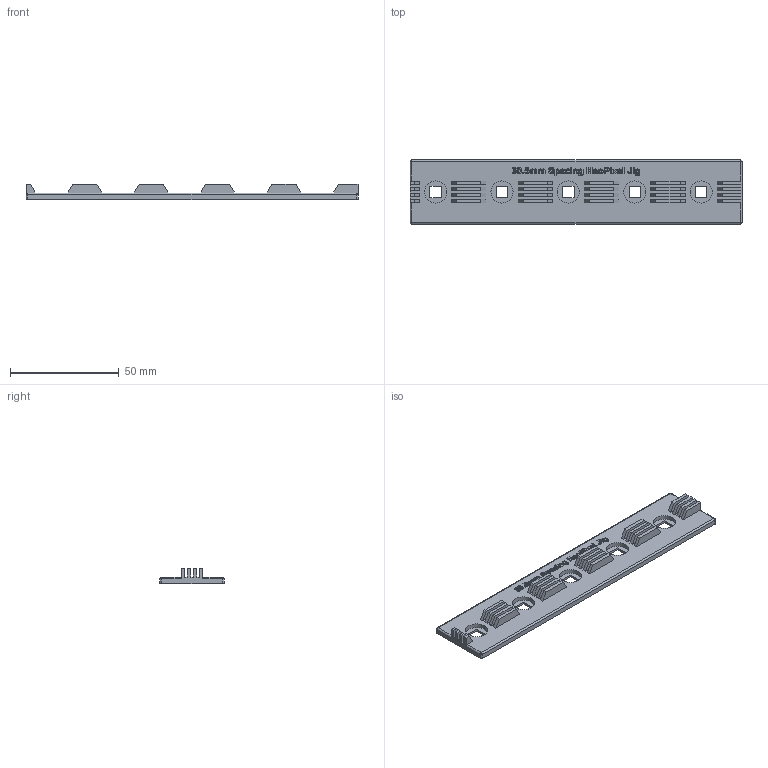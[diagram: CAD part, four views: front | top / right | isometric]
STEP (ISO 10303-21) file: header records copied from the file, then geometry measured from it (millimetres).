
FILE_DESCRIPTION(/* description */ (''),/* implementation_level */ '2;1');
FILE_NAME(/* name */ 'LED_Soldering_Tool.step',/* time_stamp */ '2023-11-30T17:21:54-08:00',/* author */ (''),/* organization */ (''),/* preprocessor_version */ 'ST-DEVELOPER v20',/* originating_system */ 'Autodesk Translation Framework v12.14.0.127',/* authorisation */ '');
FILE_SCHEMA (('AUTOMOTIVE_DESIGN { 1 0 10303 214 3 1 1 }'));
Length unit declared in the file: millimetre
Products named in the file (1): (Unsaved)
Bounding box: 152.5 x 29.5 x 7 mm (x, y, z)
Volume: 14043.1 mm3; surface area: 12760.3 mm2
Topology: 1 solids, 1 shells, 695 faces, 1896 edges, 1260 vertices
Faces by surface type: plane 355, bspline 321, cylinder 15, sphere 4
Full cylindrical faces by diameter (mm): 10.2 x5
Entity records: 24774 total; most frequent: CARTESIAN_POINT 9309, ORIENTED_EDGE 3792, DIRECTION 2034, EDGE_CURVE 1896, VERTEX_POINT 1260, LINE 1224, VECTOR 1224, EDGE_LOOP 762
